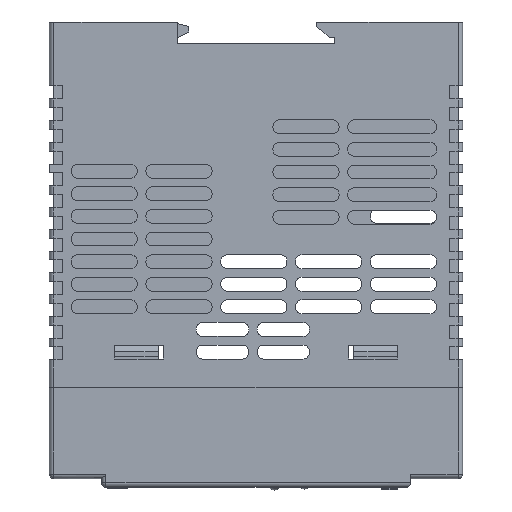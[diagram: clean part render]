
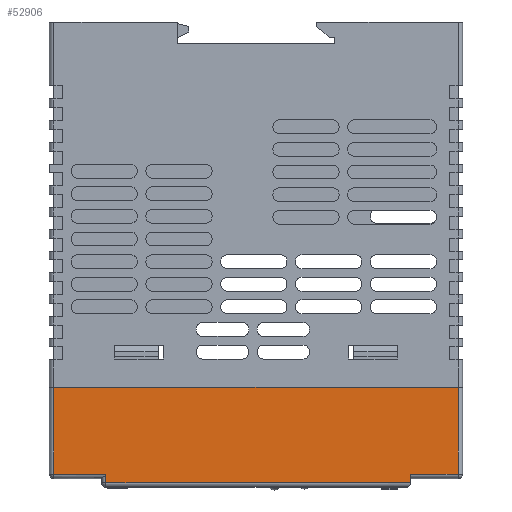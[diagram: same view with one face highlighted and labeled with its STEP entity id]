
A CAD part, front view. The second image highlights one B-rep face of the part: STEP entity #52906.
In plain terms, the highlighted face is planar.
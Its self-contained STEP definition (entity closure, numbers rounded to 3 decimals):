
#49931=DIRECTION('',(1.,0.,0.));
#49932=VECTOR('',#49931,93.);
#49933=CARTESIAN_POINT('',(-46.5,10.5,18.));
#49934=LINE('',#49933,#49932);
#50254=DIRECTION('',(-1.,0.,0.));
#50255=VECTOR('',#50254,70.);
#50256=CARTESIAN_POINT('',(35.5,-11.5,18.));
#50257=LINE('',#50256,#50255);
#50261=DIRECTION('',(0.,1.,0.));
#50262=VECTOR('',#50261,2.);
#50263=CARTESIAN_POINT('',(-34.5,-11.5,18.));
#50264=LINE('',#50263,#50262);
#50268=DIRECTION('',(-1.,0.,0.));
#50269=VECTOR('',#50268,12.);
#50270=CARTESIAN_POINT('',(-34.5,-9.5,18.));
#50271=LINE('',#50270,#50269);
#50275=DIRECTION('',(0.,-1.,0.));
#50276=VECTOR('',#50275,20.);
#50277=CARTESIAN_POINT('',(-46.5,10.5,18.));
#50278=LINE('',#50277,#50276);
#50282=DIRECTION('',(0.,-1.,0.));
#50283=VECTOR('',#50282,20.);
#50284=CARTESIAN_POINT('',(46.5,10.5,18.));
#50285=LINE('',#50284,#50283);
#50289=DIRECTION('',(-1.,0.,0.));
#50290=VECTOR('',#50289,11.);
#50291=CARTESIAN_POINT('',(46.5,-9.5,18.));
#50292=LINE('',#50291,#50290);
#50643=DIRECTION('',(0.,1.,0.));
#50644=VECTOR('',#50643,2.);
#50645=CARTESIAN_POINT('',(35.5,-11.5,18.));
#50646=LINE('',#50645,#50644);
#52233=CARTESIAN_POINT('',(35.5,-11.5,18.));
#52235=VERTEX_POINT('',#52233);
#52236=CARTESIAN_POINT('',(-34.5,-11.5,18.));
#52237=VERTEX_POINT('',#52236);
#52263=CARTESIAN_POINT('',(-46.5,10.5,18.));
#52265=VERTEX_POINT('',#52263);
#52266=CARTESIAN_POINT('',(-46.5,-9.5,18.));
#52267=VERTEX_POINT('',#52266);
#52270=CARTESIAN_POINT('',(-34.5,-9.5,18.));
#52271=VERTEX_POINT('',#52270);
#52276=CARTESIAN_POINT('',(46.5,10.5,18.));
#52278=VERTEX_POINT('',#52276);
#52282=CARTESIAN_POINT('',(46.5,-9.5,18.));
#52283=VERTEX_POINT('',#52282);
#52300=CARTESIAN_POINT('',(35.5,-9.5,18.));
#52301=VERTEX_POINT('',#52300);
#52885=CARTESIAN_POINT('',(-47.5,-10.5,18.));
#52886=DIRECTION('',(0.,0.,1.));
#52887=DIRECTION('',(1.,0.,0.));
#52888=AXIS2_PLACEMENT_3D('',#52885,#52886,#52887);
#52889=PLANE('',#52888);
#52891=ORIENTED_EDGE('',*,*,#52890,.T.);
#52893=ORIENTED_EDGE('',*,*,#52892,.T.);
#52895=ORIENTED_EDGE('',*,*,#52894,.T.);
#52896=ORIENTED_EDGE('',*,*,#52877,.F.);
#52897=ORIENTED_EDGE('',*,*,#52750,.T.);
#52899=ORIENTED_EDGE('',*,*,#52898,.T.);
#52901=ORIENTED_EDGE('',*,*,#52900,.T.);
#52903=ORIENTED_EDGE('',*,*,#52902,.F.);
#52904=EDGE_LOOP('',(#52891,#52893,#52895,#52896,#52897,#52899,#52901,#52903));
#52905=FACE_OUTER_BOUND('',#52904,.F.);
#52750=EDGE_CURVE('',#52265,#52278,#49934,.T.);
#52877=EDGE_CURVE('',#52265,#52267,#50278,.T.);
#52890=EDGE_CURVE('',#52235,#52237,#50257,.T.);
#52892=EDGE_CURVE('',#52237,#52271,#50264,.T.);
#52894=EDGE_CURVE('',#52271,#52267,#50271,.T.);
#52898=EDGE_CURVE('',#52278,#52283,#50285,.T.);
#52900=EDGE_CURVE('',#52283,#52301,#50292,.T.);
#52902=EDGE_CURVE('',#52235,#52301,#50646,.T.);
#52906=ADVANCED_FACE('',(#52905),#52889,.T.);
